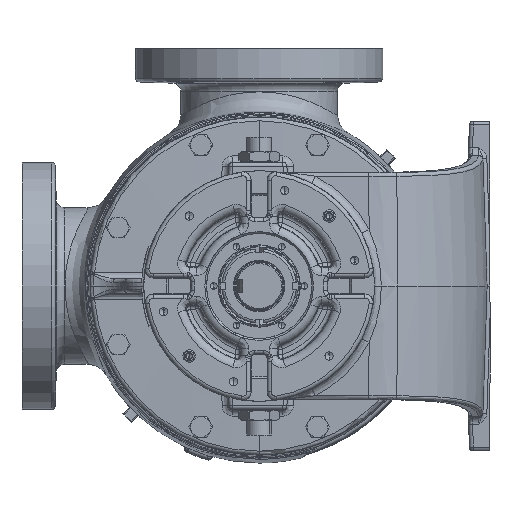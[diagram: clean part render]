
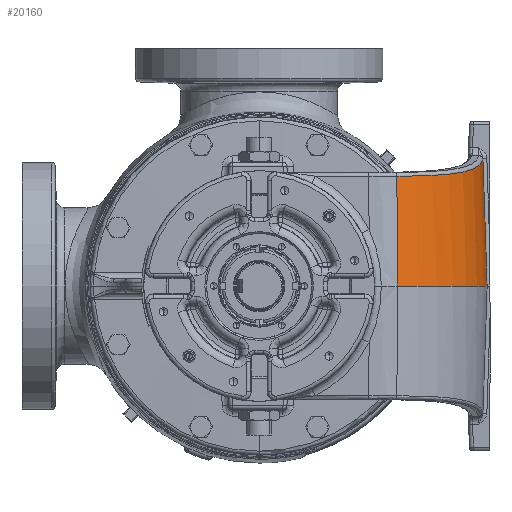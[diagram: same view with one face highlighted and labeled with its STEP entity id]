
A CAD part, left-side view. The second image highlights one B-rep face of the part: STEP entity #20160.
In plain terms, the highlighted free-form (B-spline) face has degree [1, 3] with [2, 4] control points.
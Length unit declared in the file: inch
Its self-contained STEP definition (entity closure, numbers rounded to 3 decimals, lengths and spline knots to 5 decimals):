
#4886 = B_SPLINE_CURVE_WITH_KNOTS ( 'NONE', 3,
 ( #40284, #24568, #196253, #56042, #165491, #71812, #181162, #87591, #196899, #103272, #9544, #118991, #25240, #134718, #40972, #150469, #56702, #166156, #72501, #181833, #88238, #197574, #103948, #10186, #119651, #25918, #135382, #41642 ),
 .UNSPECIFIED., .F., .F.,
 ( 4, 2, 2, 2, 2, 2, 2, 2, 2, 2, 2, 2, 2, 4 ),
 ( 0., 0.01579, 0.03159, 0.03554, 0.03949, 0.04738, 0.06318, 0.07107, 0.07502, 0.07897, 0.09477, 0.11056, 0.11846, 0.12635 ),
 .UNSPECIFIED. ) ;
#7413 = CARTESIAN_POINT ( 'NONE',  ( -6.03254, -6.91206, 0. ) ) ;
#7585 = CARTESIAN_POINT ( 'NONE',  ( -5.7194, -2.20589, 0. ) ) ;
#9544 = CARTESIAN_POINT ( 'NONE',  ( -7.62141, -6.38895, 3.50981 ) ) ;
#10186 = CARTESIAN_POINT ( 'NONE',  ( -9.6245, -4.63946, 3.33489 ) ) ;
#14044 = ORIENTED_EDGE ( 'NONE', *, *, #203067, .T. ) ;
#18881 = CARTESIAN_POINT ( 'NONE',  ( -7.71539, -6.85968, 0. ) ) ;
#19889 = EDGE_CURVE ( 'Defeatured_0_2440+Defeatured_0_2530+Defeatured_0_2439+Defeatured_0_2532', #184603, #127873, #4886, .T. ) ;
#20160 = ADVANCED_FACE ( 'Defeatured_0_2440', ( #79059 ), #96235, .F. ) ;
#22383 = B_SPLINE_CURVE_WITH_KNOTS ( 'NONE', 3,
 ( #98871, #176730, #36532, #146072 ),
 .UNSPECIFIED., .F., .F.,
 ( 4, 4 ),
 ( 0., 0.09799 ),
 .UNSPECIFIED. ) ;
#23301 = DIRECTION ( 'NONE',  ( 1., 0., 0. ) ) ;
#24568 = CARTESIAN_POINT ( 'NONE',  ( -6.14191, -6.77512, 3.79133 ) ) ;
#25240 = CARTESIAN_POINT ( 'NONE',  ( -8.08045, -6.15467, 3.44831 ) ) ;
#25918 = CARTESIAN_POINT ( 'NONE',  ( -9.78207, -4.36648, 3.33102 ) ) ;
#25938 = CARTESIAN_POINT ( 'NONE',  ( -5.91324, -6.78398, 3.84902 ) ) ;
#28657 = CARTESIAN_POINT ( 'NONE',  ( -9.99908, -4.18842, 0. ) ) ;
#32645 = EDGE_CURVE ( 'Defeatured_0_2440+Defeatured_0_2441+Defeatured_0_2532+Defeatured_0_2344', #38662, #62055, #193639, .T. ) ;
#34614 = CARTESIAN_POINT ( 'NONE',  ( -9.8896, -4.10246, 3.87646 ) ) ;
#35034 = ORIENTED_EDGE ( 'NONE', *, *, #19889, .T. ) ;
#36532 = CARTESIAN_POINT ( 'NONE',  ( -5.94494, -6.82745, 2.56891 ) ) ;
#38662 = VERTEX_POINT ( 'NONE', #28657 ) ;
#38741 = B_SPLINE_CURVE_WITH_KNOTS ( 'NONE', 3,
 ( #119669, #25938, #41657, #151157 ),
 .UNSPECIFIED., .F., .F.,
 ( 4, 4 ),
 ( 0.00348, 0.00447 ),
 .UNSPECIFIED. ) ;
#39287 = VERTEX_POINT ( 'NONE', #168318 ) ;
#40284 = CARTESIAN_POINT ( 'NONE',  ( -5.93812, -6.78308, 3.84215 ) ) ;
#40972 = CARTESIAN_POINT ( 'NONE',  ( -8.42425, -5.92492, 3.41154 ) ) ;
#41642 = CARTESIAN_POINT ( 'NONE',  ( -9.87541, -4.17831, 3.32947 ) ) ;
#41657 = CARTESIAN_POINT ( 'NONE',  ( -5.92555, -6.78357, 3.84528 ) ) ;
#50453 = CARTESIAN_POINT ( 'NONE',  ( -7.65989, -6.72536, 3.87646 ) ) ;
#56042 = CARTESIAN_POINT ( 'NONE',  ( -6.74373, -6.68347, 3.66033 ) ) ;
#56702 = CARTESIAN_POINT ( 'NONE',  ( -8.58964, -5.79838, 3.39614 ) ) ;
#62055 = VERTEX_POINT ( 'NONE', #7413 ) ;
#63963 = CARTESIAN_POINT ( 'NONE',  ( -9.91677, -4.18155, 2.21965 ) ) ;
#71812 = CARTESIAN_POINT ( 'NONE',  ( -7.18672, -6.55702, 3.57921 ) ) ;
#72501 = CARTESIAN_POINT ( 'NONE',  ( -8.71095, -5.69849, 3.38575 ) ) ;
#73110 = EDGE_LOOP ( 'NONE', ( #138434, #154365, #138376, #35034, #14044 ) ) ;
#79059 = FACE_OUTER_BOUND ( 'NONE', #73110, .T. ) ;
#79674 = CARTESIAN_POINT ( 'NONE',  ( -9.99908, -4.18842, 0. ) ) ;
#87591 = CARTESIAN_POINT ( 'NONE',  ( -7.33303, -6.50583, 3.55465 ) ) ;
#88238 = CARTESIAN_POINT ( 'NONE',  ( -9.0547, -5.37948, 3.36046 ) ) ;
#94754 = CARTESIAN_POINT ( 'NONE',  ( -9.87541, -4.17831, 3.32947 ) ) ;
#96235 =( BOUNDED_SURFACE ( )  B_SPLINE_SURFACE ( 1, 3, ( 
 ( #96967, #143457, #18881, #128414 ),
 ( #34614, #144119, #50453, #159800 ) ),
 .UNSPECIFIED., .F., .F., .F. ) 
 B_SPLINE_SURFACE_WITH_KNOTS ( ( 2, 2 ),
 ( 4, 4 ),
 ( 0., 1. ),
 ( 0., 1. ),
 .UNSPECIFIED. ) 
 GEOMETRIC_REPRESENTATION_ITEM ( )  RATIONAL_B_SPLINE_SURFACE ( (
 ( 1., 0.9, 0.9, 1.),
 ( 1., 0.9, 0.9, 1.) ) ) 
 REPRESENTATION_ITEM ( '' )  SURFACE ( )  );
#96967 = CARTESIAN_POINT ( 'NONE',  ( -10.01204, -4.16019, 0. ) ) ;
#98871 = CARTESIAN_POINT ( 'NONE',  ( -6.03254, -6.91206, 0. ) ) ;
#103272 = CARTESIAN_POINT ( 'NONE',  ( -7.52656, -6.43027, 3.52392 ) ) ;
#103948 = CARTESIAN_POINT ( 'NONE',  ( -9.4525, -4.90163, 3.34048 ) ) ;
#112558 = B_SPLINE_CURVE_WITH_KNOTS ( 'NONE', 3,
 ( #94754, #63963, #173286, #79674 ),
 .UNSPECIFIED., .F., .F.,
 ( 4, 4 ),
 ( 0.00192, 0.08655 ),
 .UNSPECIFIED. ) ;
#117026 = DIRECTION ( 'NONE',  ( 0., 0., 1. ) ) ;
#118991 = CARTESIAN_POINT ( 'NONE',  ( -7.90088, -6.25575, 3.47049 ) ) ;
#119651 = CARTESIAN_POINT ( 'NONE',  ( -9.67921, -4.54952, 3.3334 ) ) ;
#119669 = CARTESIAN_POINT ( 'NONE',  ( -5.90118, -6.78431, 3.85334 ) ) ;
#126610 = EDGE_CURVE ( 'Defeatured_0_2440+Defeatured_0_2344+Defeatured_0_2441+Defeatured_0_2439', #62055, #39287, #22383, .T. ) ;
#127873 = VERTEX_POINT ( 'NONE', #200919 ) ;
#128414 = CARTESIAN_POINT ( 'NONE',  ( -5.87363, -6.91994, 0. ) ) ;
#131381 = EDGE_CURVE ( 'Defeatured_0_2440+Defeatured_0_2439+Defeatured_0_2344+Defeatured_0_2530', #39287, #184603, #38741, .T. ) ;
#134718 = CARTESIAN_POINT ( 'NONE',  ( -8.33958, -5.98466, 3.4201 ) ) ;
#135382 = CARTESIAN_POINT ( 'NONE',  ( -9.83033, -4.27325, 3.33014 ) ) ;
#138376 = ORIENTED_EDGE ( 'NONE', *, *, #131381, .T. ) ;
#138434 = ORIENTED_EDGE ( 'NONE', *, *, #32645, .T. ) ;
#143457 = CARTESIAN_POINT ( 'NONE',  ( -9.24851, -5.8373, 0. ) ) ;
#144119 = CARTESIAN_POINT ( 'NONE',  ( -9.14862, -5.73174, 3.87646 ) ) ;
#146072 = CARTESIAN_POINT ( 'NONE',  ( -5.90118, -6.78431, 3.85334 ) ) ;
#149417 = CARTESIAN_POINT ( 'NONE',  ( -5.93812, -6.78308, 3.84215 ) ) ;
#150469 = CARTESIAN_POINT ( 'NONE',  ( -8.54862, -5.8306, 3.39984 ) ) ;
#151157 = CARTESIAN_POINT ( 'NONE',  ( -5.93812, -6.78308, 3.84215 ) ) ;
#154365 = ORIENTED_EDGE ( 'NONE', *, *, #126610, .T. ) ;
#159800 = CARTESIAN_POINT ( 'NONE',  ( -5.87101, -6.7846, 3.87646 ) ) ;
#165491 = CARTESIAN_POINT ( 'NONE',  ( -6.94177, -6.63501, 3.62214 ) ) ;
#166156 = CARTESIAN_POINT ( 'NONE',  ( -8.67078, -5.73234, 3.38909 ) ) ;
#168318 = CARTESIAN_POINT ( 'NONE',  ( -5.90118, -6.78431, 3.85334 ) ) ;
#170906 = AXIS2_PLACEMENT_3D ( 'NONE', #7585, #117026, #23301 ) ;
#173286 = CARTESIAN_POINT ( 'NONE',  ( -9.95799, -4.18492, 1.10983 ) ) ;
#176730 = CARTESIAN_POINT ( 'NONE',  ( -5.98873, -6.87002, 1.28446 ) ) ;
#181162 = CARTESIAN_POINT ( 'NONE',  ( -7.23558, -6.54055, 3.57087 ) ) ;
#181833 = CARTESIAN_POINT ( 'NONE',  ( -8.90798, -5.52653, 3.37002 ) ) ;
#184603 = VERTEX_POINT ( 'NONE', #149417 ) ;
#193639 = CIRCLE ( 'NONE', #170906, 4.71657 ) ;
#196253 = CARTESIAN_POINT ( 'NONE',  ( -6.3438, -6.75352, 3.74492 ) ) ;
#196899 = CARTESIAN_POINT ( 'NONE',  ( -7.38172, -6.48754, 3.54676 ) ) ;
#197574 = CARTESIAN_POINT ( 'NONE',  ( -9.32696, -5.06703, 3.34569 ) ) ;
#200919 = CARTESIAN_POINT ( 'NONE',  ( -9.87541, -4.17831, 3.32947 ) ) ;
#203067 = EDGE_CURVE ( 'Defeatured_0_2440+Defeatured_0_2532+Defeatured_0_2530+Defeatured_0_2441', #127873, #38662, #112558, .T. ) ;
